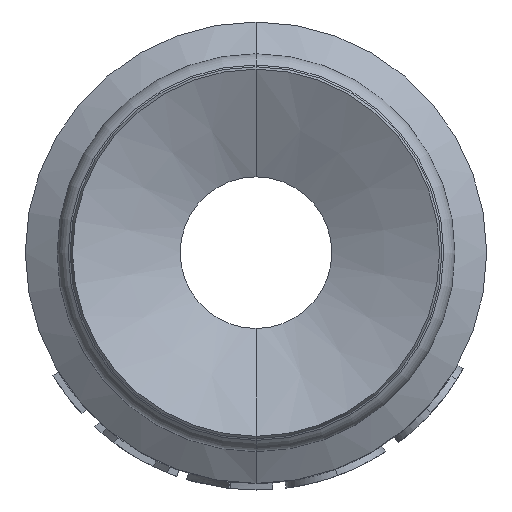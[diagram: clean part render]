
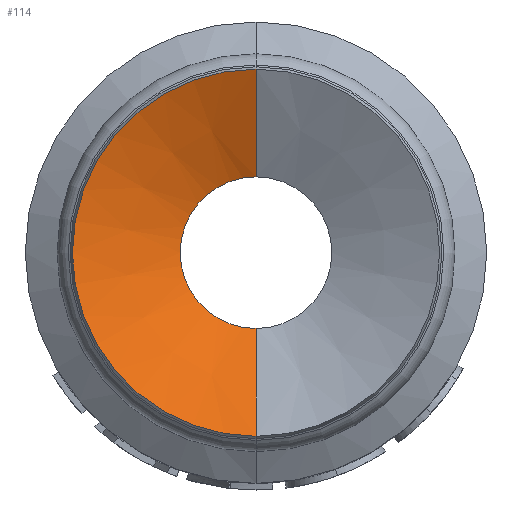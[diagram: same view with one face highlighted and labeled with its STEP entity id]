
A CAD part, front view. The second image highlights one B-rep face of the part: STEP entity #114.
In plain terms, the highlighted conical face has half-angle 64.782 degrees and reference radius 1.15 mm.
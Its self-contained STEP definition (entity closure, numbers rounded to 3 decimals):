
#114=ADVANCED_FACE('',(#293),#294,.F.);
#293=FACE_OUTER_BOUND('',#541,.T.);
#294=CONICAL_SURFACE('',#542,1.15,1.131);
#541=EDGE_LOOP('',(#3072,#3073,#3074,#3075));
#542=AXIS2_PLACEMENT_3D('',#3076,#3077,#3078);
#3072=ORIENTED_EDGE('',*,*,#3649,.T.);
#3073=ORIENTED_EDGE('',*,*,#3653,.T.);
#3074=ORIENTED_EDGE('',*,*,#3654,.F.);
#3075=ORIENTED_EDGE('',*,*,#3655,.F.);
#3076=CARTESIAN_POINT('',(0.0,-10.1,0.0));
#3077=DIRECTION('',(0.0,-1.0,-0.0));
#3078=DIRECTION('',(0.0,0.0,-1.0));
#3649=EDGE_CURVE('',#3930,#3931,#3932,.T.);
#3653=EDGE_CURVE('',#3931,#3936,#3937,.T.);
#3654=EDGE_CURVE('',#3938,#3936,#3939,.T.);
#3655=EDGE_CURVE('',#3930,#3938,#3940,.T.);
#3930=VERTEX_POINT('',#4326);
#3931=VERTEX_POINT('',#4327);
#3932=CIRCLE('',#4328,1.15);
#3936=VERTEX_POINT('',#4334);
#3937=LINE('',#4335,#4336);
#3938=VERTEX_POINT('',#4337);
#3939=CIRCLE('',#4338,2.785);
#3940=LINE('',#4339,#4340);
#4326=CARTESIAN_POINT('',(0.0,-10.1,-1.15));
#4327=CARTESIAN_POINT('',(0.,-10.1,1.15));
#4328=AXIS2_PLACEMENT_3D('',#5735,#5736,#5737);
#4334=CARTESIAN_POINT('',(0.0,-10.87,2.785));
#4335=CARTESIAN_POINT('',(0.,-10.1,1.15));
#4336=VECTOR('',#5740,1000.0);
#4337=CARTESIAN_POINT('',(0.,-10.87,-2.785));
#4338=AXIS2_PLACEMENT_3D('',#5741,#5742,#5743);
#4339=CARTESIAN_POINT('',(0.0,-10.1,-1.15));
#4340=VECTOR('',#5744,1000.0);
#5735=CARTESIAN_POINT('',(0.0,-10.1,0.0));
#5736=DIRECTION('',(0.0,1.0,0.0));
#5737=DIRECTION('',(0.0,0.0,1.0));
#5740=DIRECTION('',(0.,-0.426,0.905));
#5741=CARTESIAN_POINT('',(0.0,-10.87,0.0));
#5742=DIRECTION('',(0.0,1.0,0.0));
#5743=DIRECTION('',(0.0,0.0,1.0));
#5744=DIRECTION('',(0.0,-0.426,-0.905));
